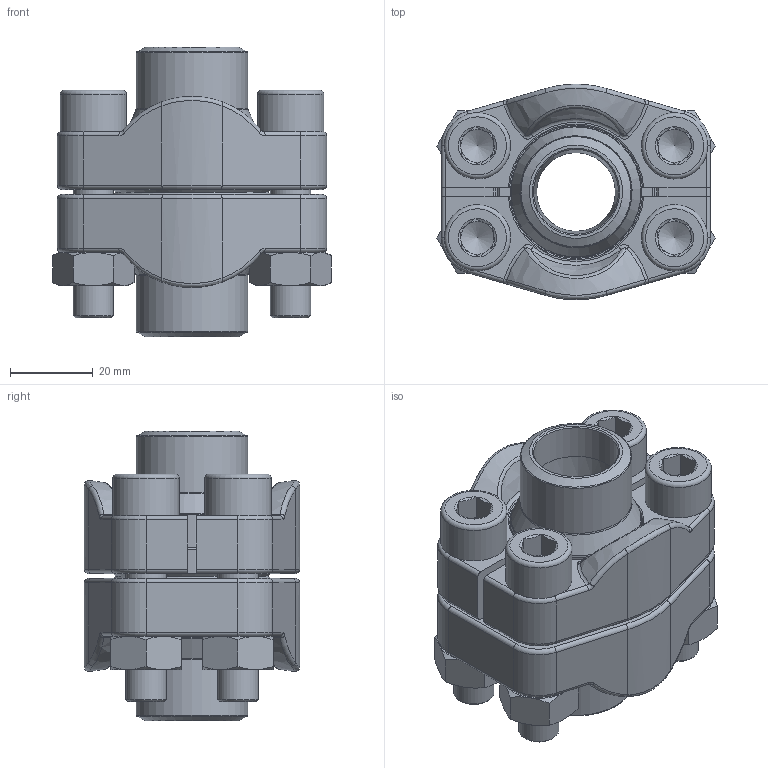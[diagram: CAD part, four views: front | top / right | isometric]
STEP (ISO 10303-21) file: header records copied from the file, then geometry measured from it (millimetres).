
FILE_DESCRIPTION(/* description */ (''),/* implementation_level */ '2;1');
FILE_NAME(/* name */ 'AFK19-317.stp',/* time_stamp */ '2025-01-09T12:13:24+01:00',/* author */ (''),/* organization */ (''),/* preprocessor_version */ 'ST-DEVELOPER v16',/* originating_system */ 'SIEMENS PLM Software NX 10.0',/* authorisation */ '');
FILE_SCHEMA (('AUTOMOTIVE_DESIGN { 1 0 10303 214 3 1 1 1 }'));
Length unit declared in the file: millimetre
Products named in the file (9): X-AFH19-3_einzel; X-AFK19-3; X-AFV19-3; X-FM10; X-M10x45I; X-O25; X-AFA19-3; X-AFH19-3; AFK19-3
Assembly tree (15 placements, depth 3):
  AFK19-3
    X-AFH19-3
      X-AFH19-3_einzel  x2
    X-AFA19-3
    X-O25
    X-M10x45I  x4
    X-FM10  x4
    X-AFV19-3
    X-AFK19-3
Bounding box: 67.23 x 52 x 70 mm (x, y, z)
Volume: 103545 mm3; surface area: 49325.7 mm2
Topology: 14 solids, 14 shells, 429 faces, 923 edges, 529 vertices
Faces by surface type: cone 132, plane 127, cylinder 78, torus 63, bspline 24, sphere 4, revolution 1
Full cylindrical faces by diameter (mm): 8.344 x4, 9.732 x4, 10.5 x8, 16 x4, 19 x2, 20.5 x2, 24.2 x1, 26.9 x2, 31.6 x2, 31.966 x1, 32.15 x1, 38.1 x2, 38.9 x1
Entity records: 6821 total; most frequent: CARTESIAN_POINT 1826, DIRECTION 1021, ORIENTED_EDGE 814, AXIS2_PLACEMENT_3D 463, EDGE_CURVE 407, EDGE_LOOP 317, VERTEX_POINT 272, CIRCLE 241
